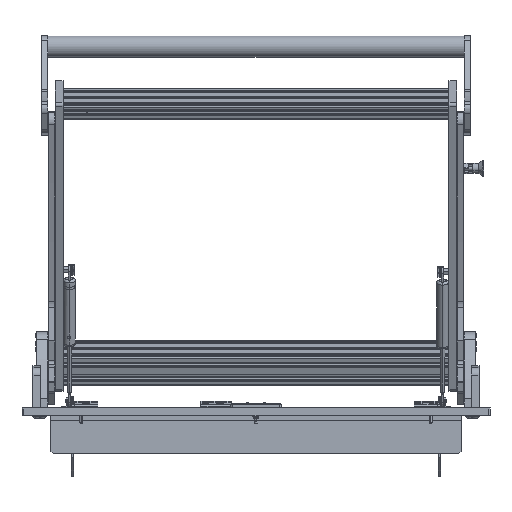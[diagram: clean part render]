
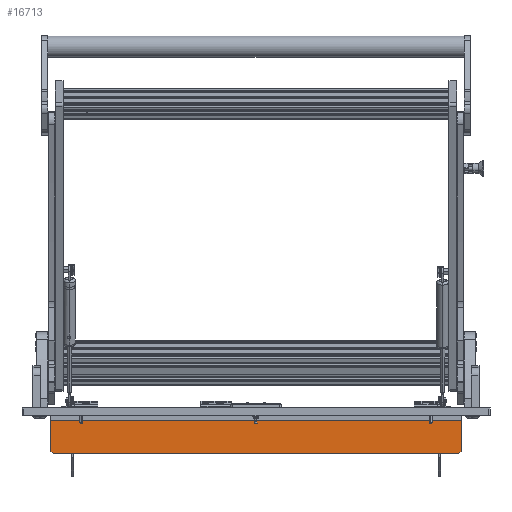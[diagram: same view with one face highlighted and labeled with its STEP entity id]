
A CAD part, front view. The second image highlights one B-rep face of the part: STEP entity #16713.
In plain terms, the highlighted face is planar.
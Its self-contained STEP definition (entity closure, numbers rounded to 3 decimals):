
#376 = DIRECTION ( 'NONE',  ( 0., -0.707, 0.707 ) ) ;
#3576 = LINE ( 'NONE', #42033, #33103 ) ;
#6819 = LINE ( 'NONE', #19905, #47912 ) ;
#6919 = FACE_OUTER_BOUND ( 'NONE', #48172, .T. ) ;
#10129 = ORIENTED_EDGE ( 'NONE', *, *, #60253, .F. ) ;
#12043 = VERTEX_POINT ( 'NONE', #46322 ) ;
#12211 = DIRECTION ( 'NONE',  ( 0., 0., -1. ) ) ;
#12220 = EDGE_CURVE ( 'NONE', #62673, #58769, #33923, .T. ) ;
#12286 = CARTESIAN_POINT ( 'NONE',  ( -6., -47., -270. ) ) ;
#12626 = DIRECTION ( 'NONE',  ( 0., -1., 0. ) ) ;
#15128 = DIRECTION ( 'NONE',  ( 0., -1., 0. ) ) ;
#15178 = VERTEX_POINT ( 'NONE', #53697 ) ;
#16713 = ADVANCED_FACE ( 'NONE', ( #6919 ), #30496, .F. ) ;
#17724 = LINE ( 'NONE', #27256, #34786 ) ;
#17909 = CARTESIAN_POINT ( 'NONE',  ( -6., -6., -270. ) ) ;
#19425 = CARTESIAN_POINT ( 'NONE',  ( -6., -47., 270. ) ) ;
#19621 = DIRECTION ( 'NONE',  ( 0., 0.707, 0.707 ) ) ;
#19905 = CARTESIAN_POINT ( 'NONE',  ( -6., -6., 270. ) ) ;
#20113 = CARTESIAN_POINT ( 'NONE',  ( -6., -50., -267. ) ) ;
#20960 = CARTESIAN_POINT ( 'NONE',  ( -6., -6., 270. ) ) ;
#25412 = DIRECTION ( 'NONE',  ( 0., 1., 0. ) ) ;
#27186 = AXIS2_PLACEMENT_3D ( 'NONE', #20960, #35887, #25412 ) ;
#27256 = CARTESIAN_POINT ( 'NONE',  ( -6., -6., -270. ) ) ;
#27918 = VERTEX_POINT ( 'NONE', #17909 ) ;
#28312 = CARTESIAN_POINT ( 'NONE',  ( -6., -50., 267. ) ) ;
#29121 = VECTOR ( 'NONE', #376, 1000. ) ;
#30165 = ORIENTED_EDGE ( 'NONE', *, *, #12220, .T. ) ;
#30496 = PLANE ( 'NONE',  #27186 ) ;
#30715 = EDGE_CURVE ( 'NONE', #15178, #58769, #6819, .T. ) ;
#33103 = VECTOR ( 'NONE', #12211, 1000. ) ;
#33829 = EDGE_CURVE ( 'NONE', #55468, #12043, #44222, .T. ) ;
#33923 = LINE ( 'NONE', #48855, #53560 ) ;
#34786 = VECTOR ( 'NONE', #12626, 1000. ) ;
#35887 = DIRECTION ( 'NONE',  ( 1., 0., 0. ) ) ;
#42033 = CARTESIAN_POINT ( 'NONE',  ( -6., -6., 270. ) ) ;
#43063 = EDGE_CURVE ( 'NONE', #27918, #55468, #17724, .T. ) ;
#44130 = ORIENTED_EDGE ( 'NONE', *, *, #30715, .F. ) ;
#44222 = LINE ( 'NONE', #20113, #29121 ) ;
#46322 = CARTESIAN_POINT ( 'NONE',  ( -6., -50., -267. ) ) ;
#47912 = VECTOR ( 'NONE', #15128, 1000. ) ;
#48172 = EDGE_LOOP ( 'NONE', ( #10129, #30165, #44130, #49056, #53312, #55178 ) ) ;
#48855 = CARTESIAN_POINT ( 'NONE',  ( -6., -47., 270. ) ) ;
#49056 = ORIENTED_EDGE ( 'NONE', *, *, #55724, .T. ) ;
#53312 = ORIENTED_EDGE ( 'NONE', *, *, #43063, .T. ) ;
#53560 = VECTOR ( 'NONE', #19621, 1000. ) ;
#53697 = CARTESIAN_POINT ( 'NONE',  ( -6., -6., 270. ) ) ;
#55178 = ORIENTED_EDGE ( 'NONE', *, *, #33829, .T. ) ;
#55468 = VERTEX_POINT ( 'NONE', #12286 ) ;
#55724 = EDGE_CURVE ( 'NONE', #15178, #27918, #3576, .T. ) ;
#57130 = DIRECTION ( 'NONE',  ( 0., 0., -1. ) ) ;
#57438 = CARTESIAN_POINT ( 'NONE',  ( -6., -50., 270. ) ) ;
#58769 = VERTEX_POINT ( 'NONE', #19425 ) ;
#60057 = VECTOR ( 'NONE', #57130, 1000. ) ;
#60253 = EDGE_CURVE ( 'NONE', #62673, #12043, #62507, .T. ) ;
#62507 = LINE ( 'NONE', #57438, #60057 ) ;
#62673 = VERTEX_POINT ( 'NONE', #28312 ) ;
